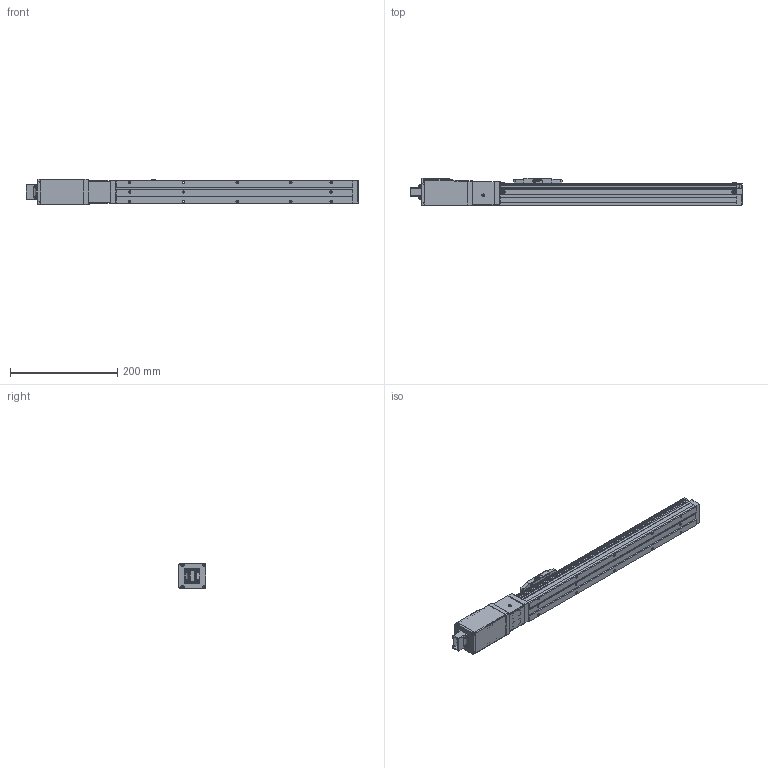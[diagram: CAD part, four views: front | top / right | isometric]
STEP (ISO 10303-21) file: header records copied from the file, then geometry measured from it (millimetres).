
FILE_DESCRIPTION (( 'STEP AP203' ), '1' );
FILE_NAME ('RM-NSLD-17-300-6-ATY 眻盄倰賑怢.STEP', '2021-12-21T07:21:33', ( '' ), ( '' ), 'SwSTEP 2.0', 'SolidWorks 2019', '' );
FILE_SCHEMA (( 'CONFIG_CONTROL_DESIGN' ));
Length unit declared in the file: millimetre
Products named in the file (16): GTH4蚾庉裔; GTH4萇儂綴裔; GTH4_L2_300_BC_M05_C3_0__13; 坋趼羞攫芛蹟隊M3℅6; GTH4_L2_300_BC_M05_C3_0__25; 坋趼羞麥芛蹟隊M2.5℅6; GTH4_L2_300_BC_M05_C3_0__21; GTH4萇儂裔; 内六角圆柱头螺钉M3×16; RM-NSLD-17-300-6-ATY 眻盄倰賑怢; GTH4_L2_300_BC_M05_C3_0_｣ｨﾗﾊﾁﾏｽ勒ﾃ｣ｩ; GTH4-萇儂楊擘釱; 蕾宒堤盄芛俋褲; GTH4_L2_300_BC_M05_C3_0__11; GTH4_L2_300_BC_M05_C3_0__23; 内六角圆柱头螺钉M3×90
Assembly tree (29 placements, depth 3):
  RM-NSLD-17-300-6-ATY 眻盄倰賑怢
    GTH4-萇儂楊擘釱
    内六角圆柱头螺钉M3×16  x8
    GTH4萇儂裔
    GTH4蚾庉裔
    坋趼羞麥芛蹟隊M2.5℅6  x2
    GTH4萇儂綴裔
    内六角圆柱头螺钉M3×90  x4
    蕾宒堤盄芛俋褲
    坋趼羞攫芛蹟隊M3℅6  x4
    GTH4_L2_300_BC_M05_C3_0_｣ｨﾗﾊﾁﾏｽ勒ﾃ｣ｩ
      GTH4_L2_300_BC_M05_C3_0__11
      GTH4_L2_300_BC_M05_C3_0__13
      GTH4_L2_300_BC_M05_C3_0__21
      GTH4_L2_300_BC_M05_C3_0__23
      GTH4_L2_300_BC_M05_C3_0__25
Bounding box: 618 x 52 x 48 mm (x, y, z)
Volume: 803395 mm3; surface area: 210826.2 mm2
Topology: 28 solids, 28 shells, 1824 faces, 4394 edges, 2654 vertices
Faces by surface type: plane 733, cylinder 655, torus 173, bspline 117, cone 112, sphere 34
Entity records: 49521 total; most frequent: CARTESIAN_POINT 11455, DIRECTION 7818, ORIENTED_EDGE 7368, EDGE_CURVE 3684, AXIS2_PLACEMENT_3D 2917, VERTEX_POINT 2266, LINE 1984, VECTOR 1984
